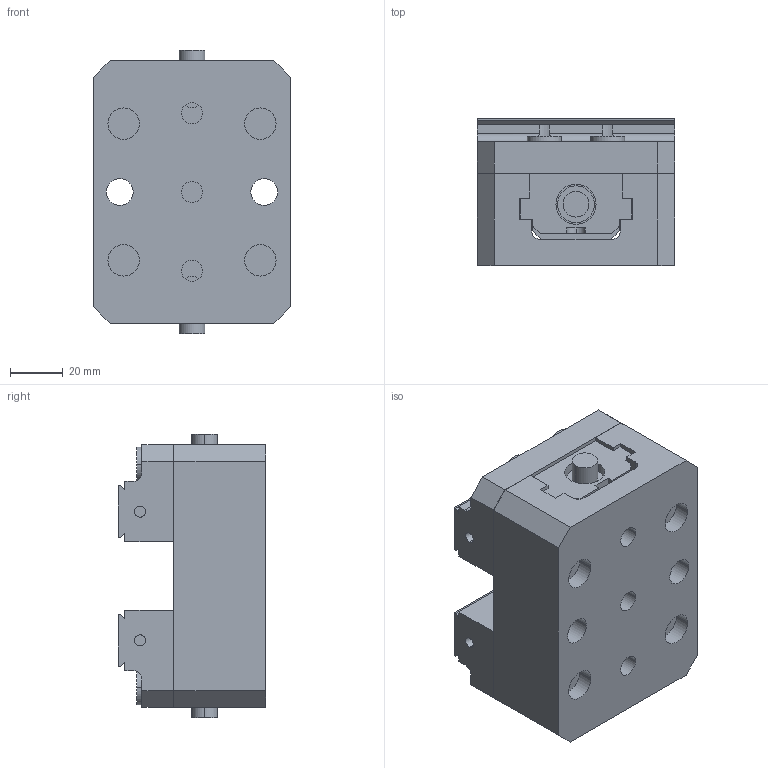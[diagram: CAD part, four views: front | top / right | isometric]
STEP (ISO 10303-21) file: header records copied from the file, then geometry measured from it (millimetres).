
FILE_DESCRIPTION (( 'STEP AP214' ), '1' );
FILE_NAME ('D_V75100X.STEP', '2020-03-12T19:56:39', ( '' ), ( '' ), 'SwSTEP 2.0', 'SolidWorks 2018', '' );
FILE_SCHEMA (( 'AUTOMOTIVE_DESIGN' ));
Length unit declared in the file: millimetre
Products named in the file (4): D_V75100X; D_V75100X-2; D_V75100X-5; D_V75100X-1
Assembly tree (5 placements, depth 2):
  D_V75100X
    D_V75100X-2  x2
    D_V75100X-5  x2
    D_V75100X-1
Bounding box: 75 x 56.13 x 108 mm (x, y, z)
Volume: 301742.1 mm3; surface area: 87532.1 mm2
Topology: 5 solids, 5 shells, 318 faces, 756 edges, 504 vertices
Faces by surface type: plane 178, cylinder 140
Entity records: 6462 total; most frequent: CARTESIAN_POINT 1062, DIRECTION 1049, ORIENTED_EDGE 942, EDGE_CURVE 471, AXIS2_PLACEMENT_3D 377, VERTEX_POINT 314, LINE 295, VECTOR 295
